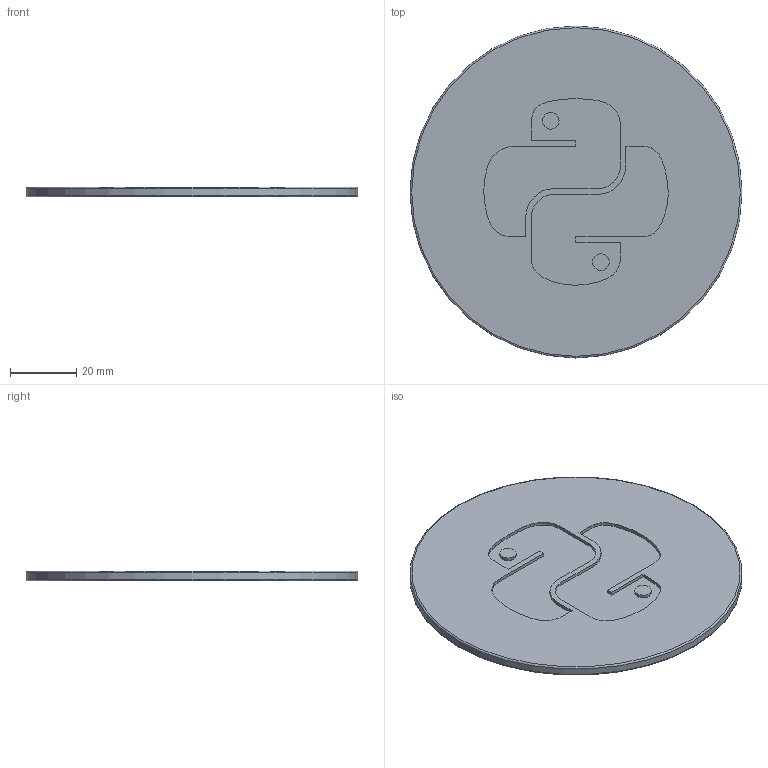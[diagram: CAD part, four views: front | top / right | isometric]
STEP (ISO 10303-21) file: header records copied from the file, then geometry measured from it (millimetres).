
FILE_DESCRIPTION(('Open CASCADE Model'),'2;1');
FILE_NAME('Open CASCADE Shape Model','2024-08-27T14:41:36',('Author'),( 'Open CASCADE'),'Open CASCADE STEP processor 7.7','Open CASCADE 7.7' ,'Unknown');
FILE_SCHEMA(('AUTOMOTIVE_DESIGN { 1 0 10303 214 1 1 1 1 }'));
Length unit declared in the file: millimetre
Products named in the file (1): Open CASCADE STEP translator 7.7 1
Bounding box: 100 x 100 x 3 mm (x, y, z)
Volume: 21568.1 mm3; surface area: 16887.2 mm2
Topology: 1 solids, 1 shells, 165 faces, 475 edges, 316 vertices
Faces by surface type: plane 162, torus 2, cylinder 1
Full cylindrical faces by diameter (mm): 100 x1
Entity records: 11168 total; most frequent: CARTESIAN_POINT 2223, DIRECTION 1447, LINE 1101, VECTOR 1101, ORIENTED_EDGE 950, PCURVE 950, DEFINITIONAL_REPRESENTATION 950, EDGE_CURVE 475
